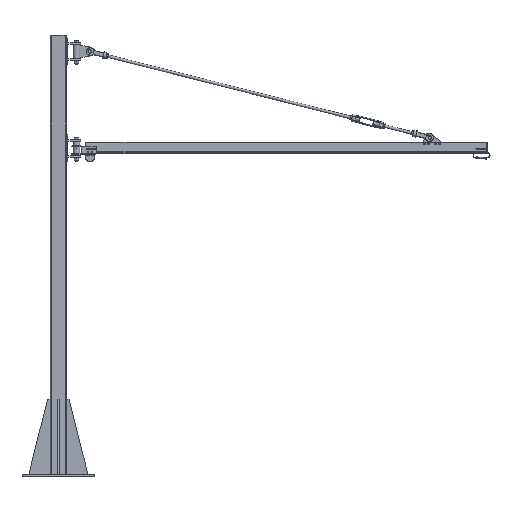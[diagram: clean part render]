
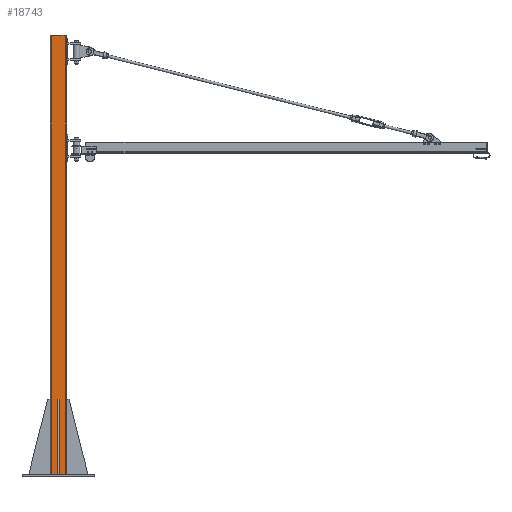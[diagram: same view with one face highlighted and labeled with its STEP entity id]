
A CAD part, top view. The second image highlights one B-rep face of the part: STEP entity #18743.
In plain terms, the highlighted planar face has unit normal (0, 0, 1).
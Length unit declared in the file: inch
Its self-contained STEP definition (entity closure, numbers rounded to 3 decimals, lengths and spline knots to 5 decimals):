
#1672=PLANE('',#20712);
#2070=FACE_OUTER_BOUND('',#3258,.T.);
#3258=EDGE_LOOP('',(#12808,#12809,#12810,#12811));
#4622=LINE('',#29295,#5715);
#4630=LINE('',#29318,#5723);
#4631=LINE('',#29321,#5724);
#4632=LINE('',#29322,#5725);
#5715=VECTOR('',#23272,0.3937);
#5723=VECTOR('',#23298,0.3937);
#5724=VECTOR('',#23301,0.3937);
#5725=VECTOR('',#23302,0.3937);
#8074=VERTEX_POINT('',#29292);
#8075=VERTEX_POINT('',#29294);
#8081=VERTEX_POINT('',#29316);
#8082=VERTEX_POINT('',#29320);
#9868=EDGE_CURVE('',#8074,#8075,#4622,.T.);
#9880=EDGE_CURVE('',#8074,#8081,#4630,.T.);
#9881=EDGE_CURVE('',#8082,#8081,#4631,.T.);
#9882=EDGE_CURVE('',#8075,#8082,#4632,.T.);
#12808=ORIENTED_EDGE('',*,*,#9880,.T.);
#12809=ORIENTED_EDGE('',*,*,#9881,.F.);
#12810=ORIENTED_EDGE('',*,*,#9882,.F.);
#12811=ORIENTED_EDGE('',*,*,#9868,.F.);
#18743=ADVANCED_FACE('',(#2070),#1672,.T.);
#20712=AXIS2_PLACEMENT_3D('',#29319,#23299,#23300);
#23272=DIRECTION('',(-1.,0.,0.));
#23298=DIRECTION('',(0.,1.,0.));
#23299=DIRECTION('center_axis',(0.,0.,1.));
#23300=DIRECTION('ref_axis',(1.,0.,0.));
#23301=DIRECTION('',(1.,0.,0.));
#23302=DIRECTION('',(0.,1.,0.));
#29292=CARTESIAN_POINT('',(2.49451,-81.5,2.99438));
#29294=CARTESIAN_POINT('',(-2.50549,-81.5,2.99438));
#29295=CARTESIAN_POINT('',(-2.50549,-81.5,2.99438));
#29316=CARTESIAN_POINT('',(2.49451,81.5,2.99438));
#29318=CARTESIAN_POINT('',(2.49451,0.,2.99438));
#29319=CARTESIAN_POINT('Origin',(-2.50549,0.,2.99438));
#29320=CARTESIAN_POINT('',(-2.50549,81.5,2.99438));
#29321=CARTESIAN_POINT('',(-2.50549,81.5,2.99438));
#29322=CARTESIAN_POINT('',(-2.50549,0.,2.99438));
